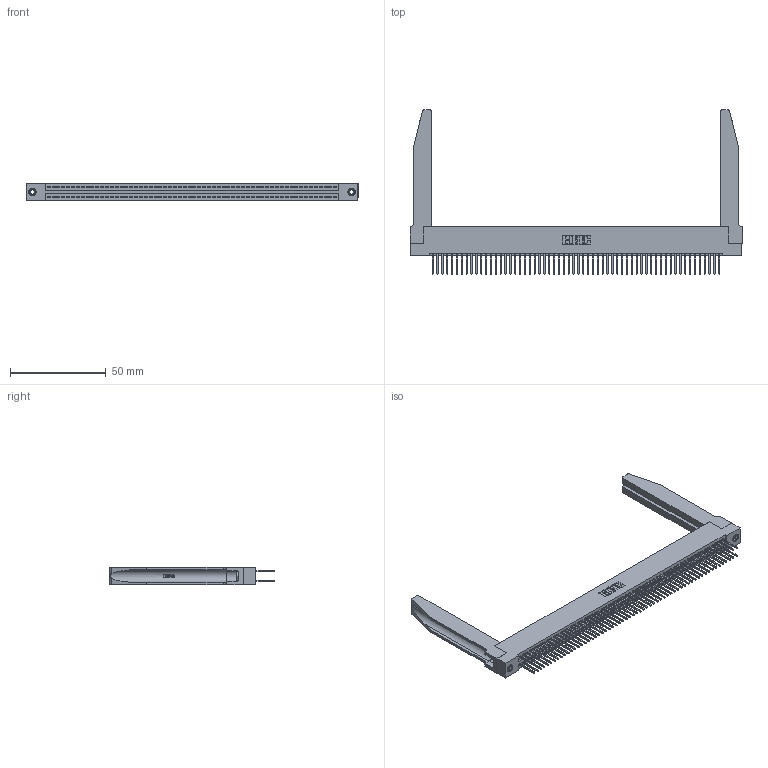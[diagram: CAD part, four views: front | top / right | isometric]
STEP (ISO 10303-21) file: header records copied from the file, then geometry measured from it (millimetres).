
FILE_DESCRIPTION (( 'STEP AP203' ), '1' );
FILE_NAME ('395-120-523-278.STEP', '2019-10-28T04:03:26', ( '' ), ( '' ), 'SwSTEP 2.0', 'SolidWorks 2016', '' );
FILE_SCHEMA (( 'CONFIG_CONTROL_DESIGN' ));
Length unit declared in the file: inch
Products named in the file (5): 345-220-078_345-220-078; 395-120-523-278; 345 Part_Flush Mounting Lugs - 0.156 Dia-TH; 345-292-001_345-293-123; 345-250-001_345-250-001-102
Assembly tree (125 placements, depth 2):
  395-120-523-278
    345 Part_Flush Mounting Lugs - 0.156 Dia-TH
    345-292-001_345-293-123  x120
    345-250-001_345-250-001-102  x2
    345-220-078_345-220-078  x2
Bounding box: 173.63 x 85.78 x 9.4 mm (x, y, z)
Volume: 25050.5 mm3; surface area: 33833.2 mm2
Topology: 125 solids, 125 shells, 6360 faces, 18829 edges, 12382 vertices
Faces by surface type: plane 4182, cylinder 2126, bspline 36, cone 12, torus 4
Entity records: 49412 total; most frequent: CARTESIAN_POINT 9183, ORIENTED_EDGE 8014, DIRECTION 7069, EDGE_CURVE 4007, VECTOR 3541, LINE 3541, VERTEX_POINT 2664, AXIS2_PLACEMENT_3D 1764
